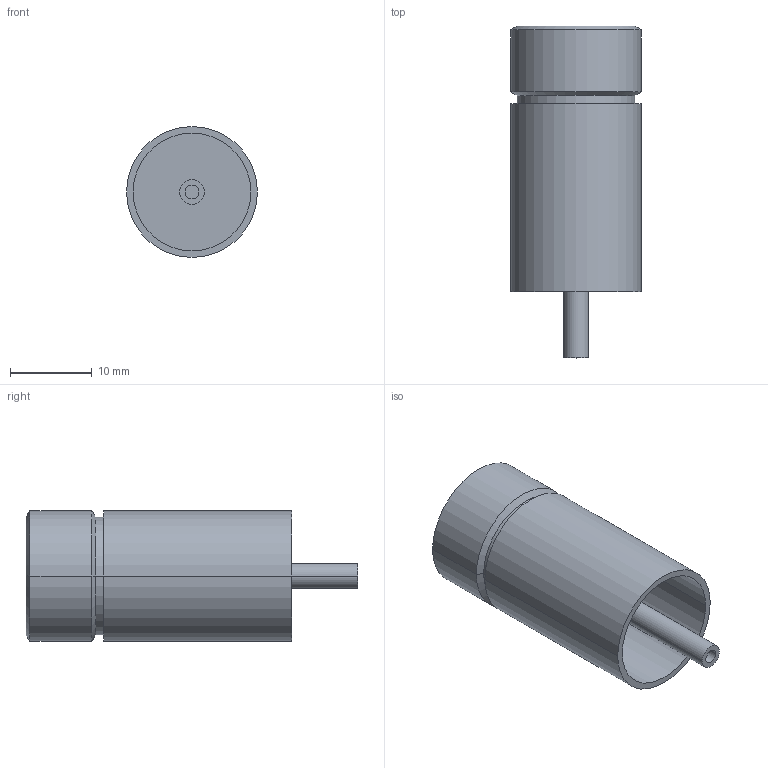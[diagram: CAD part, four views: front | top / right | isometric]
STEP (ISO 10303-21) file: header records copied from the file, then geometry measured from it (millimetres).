
FILE_DESCRIPTION(('STEP AP214'),'1');
FILE_NAME('tmp0.STP',' ',(' '),(' '),'XStep 1.0',' ',' ');
FILE_SCHEMA(('automotive_design'));
Length unit declared in the file: millimetre
Bounding box: 16 x 40.6 x 16 mm (x, y, z)
Volume: 3405.6 mm3; surface area: 3465.2 mm2
Topology: 1 solids, 1 shells, 31 faces, 61 edges, 39 vertices
Faces by surface type: cylinder 18, plane 9, cone 4
Entity records: 1086 total; most frequent: DIRECTION 164, CARTESIAN_POINT 132, ORIENTED_EDGE 122, AXIS2_PLACEMENT_3D 71, EDGE_CURVE 61, VERTEX_POINT 39, CIRCLE 39, EDGE_LOOP 38
